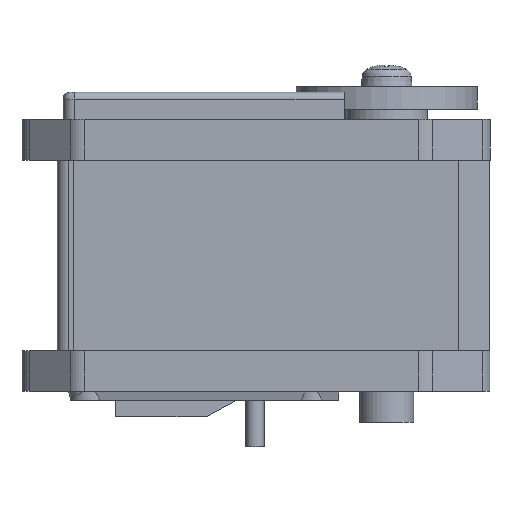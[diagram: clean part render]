
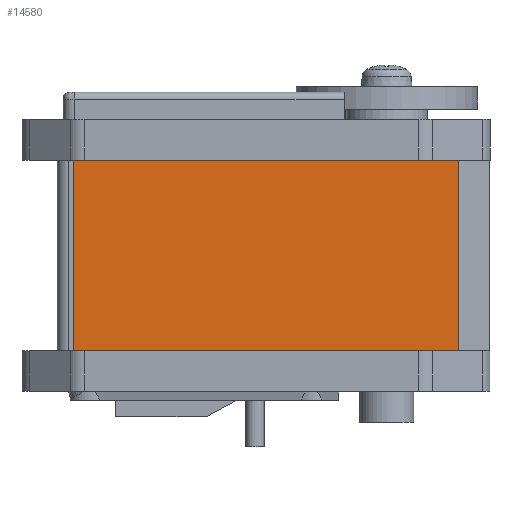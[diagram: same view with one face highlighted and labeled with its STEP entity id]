
A CAD part, front view. The second image highlights one B-rep face of the part: STEP entity #14580.
In plain terms, the highlighted planar face has unit normal (0, -1, 0).
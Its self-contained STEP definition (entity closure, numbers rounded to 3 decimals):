
#719=PLANE('',#15979);
#1444=FACE_OUTER_BOUND('',#2278,.T.);
#2278=EDGE_LOOP('',(#13316,#13317,#13318,#13319));
#4182=LINE('',#43585,#5421);
#4213=LINE('',#43696,#5452);
#4227=LINE('',#43739,#5466);
#4319=LINE('',#43996,#5558);
#5421=VECTOR('',#19377,10.);
#5452=VECTOR('',#19482,10.);
#5466=VECTOR('',#19524,10.);
#5558=VECTOR('',#19780,10.);
#6948=VERTEX_POINT('',#43582);
#6949=VERTEX_POINT('',#43584);
#6992=VERTEX_POINT('',#43695);
#7007=VERTEX_POINT('',#43738);
#8989=EDGE_CURVE('',#6949,#6948,#4182,.F.);
#9044=EDGE_CURVE('',#6949,#6992,#4213,.T.);
#9066=EDGE_CURVE('',#6992,#7007,#4227,.T.);
#9191=EDGE_CURVE('',#6948,#7007,#4319,.F.);
#13316=ORIENTED_EDGE('',*,*,#8989,.T.);
#13317=ORIENTED_EDGE('',*,*,#9191,.T.);
#13318=ORIENTED_EDGE('',*,*,#9066,.F.);
#13319=ORIENTED_EDGE('',*,*,#9044,.F.);
#14580=ADVANCED_FACE('',(#1444),#719,.T.);
#15979=AXIS2_PLACEMENT_3D('',#43995,#19778,#19779);
#19377=DIRECTION('',(-1.,0.,0.));
#19482=DIRECTION('',(0.,0.,1.));
#19524=DIRECTION('',(1.,0.,0.));
#19778=DIRECTION('center_axis',(0.,-1.,
0.));
#19779=DIRECTION('ref_axis',(1.,0.,0.));
#19780=DIRECTION('',(0.,0.,-1.));
#43582=CARTESIAN_POINT('',(20.04,-13.967,87.7));
#43584=CARTESIAN_POINT('',(-22.493,-13.967,87.7));
#43585=CARTESIAN_POINT('',(-12.67,-13.967,87.7));
#43695=CARTESIAN_POINT('',(-22.493,-13.967,108.681));
#43696=CARTESIAN_POINT('',(-22.493,-13.967,87.2));
#43738=CARTESIAN_POINT('',(20.04,-13.967,108.681));
#43739=CARTESIAN_POINT('',(-12.667,-13.967,108.681));
#43995=CARTESIAN_POINT('Origin',(-22.493,-13.967,87.2));
#43996=CARTESIAN_POINT('',(20.04,-13.967,87.2));
